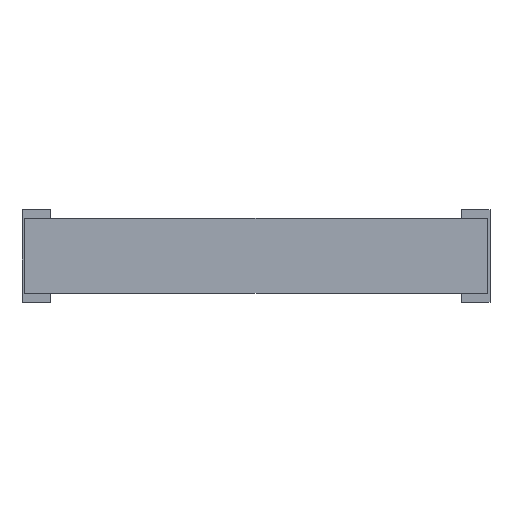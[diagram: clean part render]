
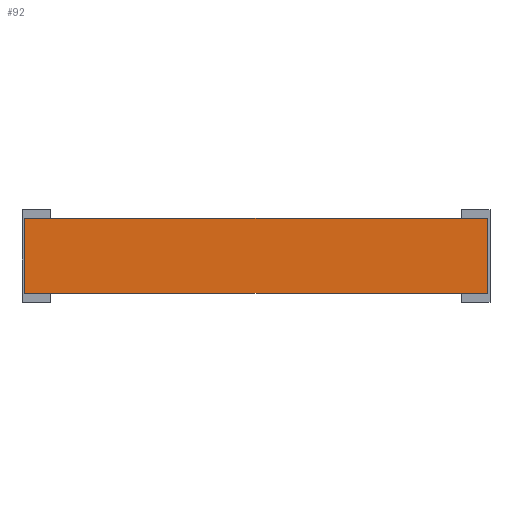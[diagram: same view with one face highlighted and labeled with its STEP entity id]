
A CAD part, top view. The second image highlights one B-rep face of the part: STEP entity #92.
In plain terms, the highlighted planar face has unit normal (0, 0, 1).
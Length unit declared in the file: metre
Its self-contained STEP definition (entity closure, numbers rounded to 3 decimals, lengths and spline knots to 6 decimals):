
#92 = ADVANCED_FACE( '', ( #150 ), #151, .T. );
#150 = FACE_OUTER_BOUND( '', #226, .T. );
#151 = PLANE( '', #227 );
#226 = EDGE_LOOP( '', ( #405, #406, #407, #408 ) );
#227 = AXIS2_PLACEMENT_3D( '', #409, #410, #411 );
#405 = ORIENTED_EDGE( '', *, *, #553, .T. );
#406 = ORIENTED_EDGE( '', *, *, #585, .T. );
#407 = ORIENTED_EDGE( '', *, *, #586, .F. );
#408 = ORIENTED_EDGE( '', *, *, #583, .T. );
#409 = CARTESIAN_POINT( '', ( 0., 0., 22. ) );
#410 = DIRECTION( '', ( 0., 0., 1. ) );
#411 = DIRECTION( '', ( 0.707, 0.707, 0. ) );
#553 = EDGE_CURVE( '', #658, #656, #659, .T. );
#583 = EDGE_CURVE( '', #705, #658, #706, .T. );
#585 = EDGE_CURVE( '', #656, #708, #709, .T. );
#586 = EDGE_CURVE( '', #705, #708, #710, .T. );
#656 = VERTEX_POINT( '', #816 );
#658 = VERTEX_POINT( '', #819 );
#659 = LINE( '', #820, #821 );
#705 = VERTEX_POINT( '', #896 );
#706 = LINE( '', #897, #898 );
#708 = VERTEX_POINT( '', #901 );
#709 = LINE( '', #902, #903 );
#710 = LINE( '', #904, #905 );
#816 = CARTESIAN_POINT( '', ( 0.5, 1.5, 22. ) );
#819 = CARTESIAN_POINT( '', ( 0.5, 14.5, 22. ) );
#820 = CARTESIAN_POINT( '', ( 0.5, 14.5, 22. ) );
#821 = VECTOR( '', #1001, 1. );
#896 = CARTESIAN_POINT( '', ( 80.5, 14.5, 22. ) );
#897 = CARTESIAN_POINT( '', ( 80.5, 14.5, 22. ) );
#898 = VECTOR( '', #1031, 1. );
#901 = CARTESIAN_POINT( '', ( 80.5, 1.5, 22. ) );
#902 = CARTESIAN_POINT( '', ( 0.5, 1.5, 22. ) );
#903 = VECTOR( '', #1033, 1. );
#904 = CARTESIAN_POINT( '', ( 80.5, 14.5, 22. ) );
#905 = VECTOR( '', #1034, 1. );
#1001 = DIRECTION( '', ( 0., -1., 0. ) );
#1031 = DIRECTION( '', ( -1., 0., 0. ) );
#1033 = DIRECTION( '', ( 1., 0., 0. ) );
#1034 = DIRECTION( '', ( 0., -1., 0. ) );
